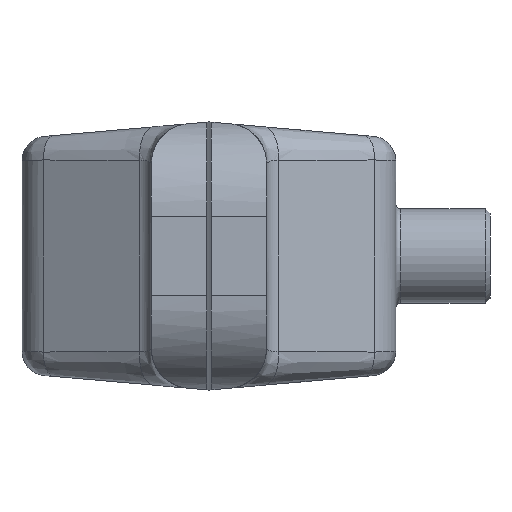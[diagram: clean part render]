
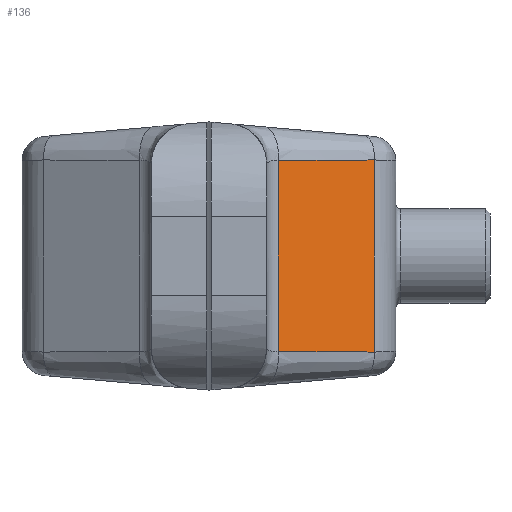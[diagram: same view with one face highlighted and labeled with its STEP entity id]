
A CAD part, left-side view. The second image highlights one B-rep face of the part: STEP entity #136.
In plain terms, the highlighted planar face has unit normal (-0.866, -0.5, 0).
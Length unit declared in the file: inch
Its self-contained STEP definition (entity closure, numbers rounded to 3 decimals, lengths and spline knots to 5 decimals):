
#16 = DIRECTION ( 'NONE',  ( 0., 0., 1. ) ) ;
#28 = CARTESIAN_POINT ( 'NONE',  ( -0.9274, -0.3803, 0.50687 ) ) ;
#106 = EDGE_LOOP ( 'NONE', ( #2221, #726, #1062, #1158 ) ) ;
#136 = ADVANCED_FACE ( 'NONE', ( #3553 ), #3106, .T. ) ;
#260 = CARTESIAN_POINT ( 'NONE',  ( -0.9274, -0.3803, -0.4821 ) ) ;
#478 = B_SPLINE_CURVE_WITH_KNOTS ( 'NONE', 3,
 ( #2661, #845, #2987, #1170 ),
 .UNSPECIFIED., .F., .F.,
 ( 4, 4 ),
 ( 0., 1. ),
 .UNSPECIFIED. ) ;
#497 = CARTESIAN_POINT ( 'NONE',  ( -0.73075, -0.72091, 0.52507 ) ) ;
#647 = B_SPLINE_CURVE_WITH_KNOTS ( 'NONE', 3,
 ( #3882, #1722, #497, #2616 ),
 .UNSPECIFIED., .F., .F.,
 ( 4, 4 ),
 ( 0., 1. ),
 .UNSPECIFIED. ) ;
#650 = VECTOR ( 'NONE', #16, 39.37008 ) ;
#717 = AXIS2_PLACEMENT_3D ( 'NONE', #2851, #3124, #3139 ) ;
#726 = ORIENTED_EDGE ( 'NONE', *, *, #781, .F. ) ;
#781 = EDGE_CURVE ( 'NONE', #2603, #3012, #3093, .T. ) ;
#845 = CARTESIAN_POINT ( 'NONE',  ( -0.73075, -0.72091, -0.52507 ) ) ;
#1062 = ORIENTED_EDGE ( 'NONE', *, *, #3569, .F. ) ;
#1144 = CARTESIAN_POINT ( 'NONE',  ( -0.9274, -0.3803, -0.50687 ) ) ;
#1158 = ORIENTED_EDGE ( 'NONE', *, *, #2288, .F. ) ;
#1170 = CARTESIAN_POINT ( 'NONE',  ( -0.9274, -0.3803, -0.50687 ) ) ;
#1519 = CARTESIAN_POINT ( 'NONE',  ( -0.63332, -0.88965, -0.4821 ) ) ;
#1722 = CARTESIAN_POINT ( 'NONE',  ( -0.82998, -0.54904, 0.4921 ) ) ;
#1741 = VERTEX_POINT ( 'NONE', #2928 ) ;
#1965 = VECTOR ( 'NONE', #3352, 39.37008 ) ;
#2061 = LINE ( 'NONE', #1519, #1965 ) ;
#2221 = ORIENTED_EDGE ( 'NONE', *, *, #2796, .F. ) ;
#2288 = EDGE_CURVE ( 'NONE', #1741, #3918, #2061, .T. ) ;
#2603 = VERTEX_POINT ( 'NONE', #1144 ) ;
#2616 = CARTESIAN_POINT ( 'NONE',  ( -0.63332, -0.88965, 0.51031 ) ) ;
#2661 = CARTESIAN_POINT ( 'NONE',  ( -0.63332, -0.88965, -0.51031 ) ) ;
#2796 = EDGE_CURVE ( 'NONE', #3012, #1741, #647, .T. ) ;
#2851 = CARTESIAN_POINT ( 'NONE',  ( -0.63332, -0.88965, 0.4821 ) ) ;
#2928 = CARTESIAN_POINT ( 'NONE',  ( -0.63332, -0.88965, 0.51031 ) ) ;
#2987 = CARTESIAN_POINT ( 'NONE',  ( -0.82998, -0.54904, -0.4921 ) ) ;
#3012 = VERTEX_POINT ( 'NONE', #28 ) ;
#3093 = LINE ( 'NONE', #260, #650 ) ;
#3106 = PLANE ( 'NONE',  #717 ) ;
#3124 = DIRECTION ( 'NONE',  ( -0.866, -0.5, 0. ) ) ;
#3139 = DIRECTION ( 'NONE',  ( -0.5, 0.866, 0. ) ) ;
#3352 = DIRECTION ( 'NONE',  ( 0., 0., -1. ) ) ;
#3553 = FACE_OUTER_BOUND ( 'NONE', #106, .T. ) ;
#3569 = EDGE_CURVE ( 'NONE', #3918, #2603, #478, .T. ) ;
#3882 = CARTESIAN_POINT ( 'NONE',  ( -0.9274, -0.3803, 0.50687 ) ) ;
#3918 = VERTEX_POINT ( 'NONE', #3920 ) ;
#3920 = CARTESIAN_POINT ( 'NONE',  ( -0.63332, -0.88965, -0.51031 ) ) ;
